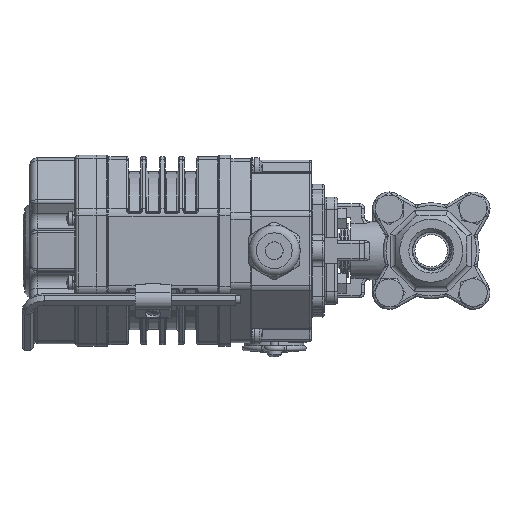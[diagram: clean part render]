
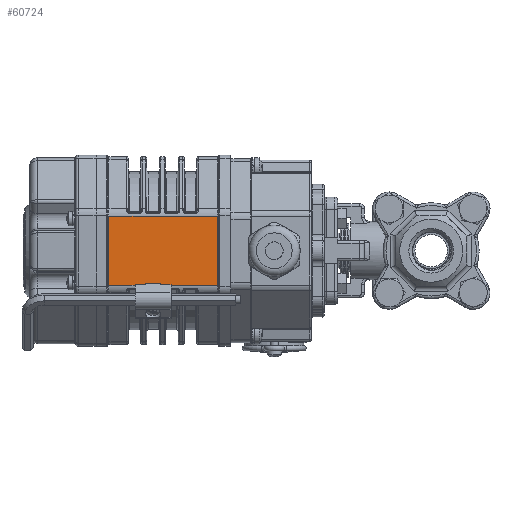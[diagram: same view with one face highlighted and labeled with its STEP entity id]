
A CAD part, left-side view. The second image highlights one B-rep face of the part: STEP entity #60724.
In plain terms, the highlighted planar face has unit normal (-1, 0, 0).
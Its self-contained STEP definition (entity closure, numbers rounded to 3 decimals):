
#15414=ORIENTED_EDGE('',*,*,#26820,.T.);
#15415=ORIENTED_EDGE('',*,*,#25841,.T.);
#15416=ORIENTED_EDGE('',*,*,#26821,.T.);
#15417=ORIENTED_EDGE('',*,*,#25809,.T.);
#25809=EDGE_CURVE('',#32348,#32347,#36359,.T.);
#25841=EDGE_CURVE('',#32364,#32363,#36367,.T.);
#26820=EDGE_CURVE('',#32347,#32364,#36791,.T.);
#26821=EDGE_CURVE('',#32363,#32348,#36792,.T.);
#32347=VERTEX_POINT('',#130867);
#32348=VERTEX_POINT('',#130871);
#32363=VERTEX_POINT('',#130931);
#32364=VERTEX_POINT('',#130935);
#36359=LINE('',#130872,#39488);
#36367=LINE('',#130936,#39496);
#36791=LINE('',#134194,#39920);
#36792=LINE('',#134195,#39921);
#39488=VECTOR('',#73552,1000.);
#39496=VECTOR('',#73640,1000.);
#39920=VECTOR('',#75788,1000.);
#39921=VECTOR('',#75789,1000.);
#43166=EDGE_LOOP('',(#15414,#15415,#15416,#15417));
#46859=FACE_BOUND('',#43166,.T.);
#49206=PLANE('',#65192);
#60724=ADVANCED_FACE('',(#46859),#49206,.F.);
#65192=AXIS2_PLACEMENT_3D('',#134193,#75786,#75787);
#73552=DIRECTION('',(0.,0.,-1.));
#73640=DIRECTION('',(0.,0.,1.));
#75786=DIRECTION('',(1.,0.,0.));
#75787=DIRECTION('',(0.,0.,-1.));
#75788=DIRECTION('',(0.,-1.,0.));
#75789=DIRECTION('',(0.,1.,0.));
#130867=CARTESIAN_POINT('',(-36.75,21.25,-13.565));
#130871=CARTESIAN_POINT('',(-36.75,21.25,13.565));
#130872=CARTESIAN_POINT('',(-36.75,21.25,-13.565));
#130931=CARTESIAN_POINT('',(-36.75,-21.25,13.565));
#130935=CARTESIAN_POINT('',(-36.75,-21.25,-13.565));
#130936=CARTESIAN_POINT('',(-36.75,-21.25,13.565));
#134193=CARTESIAN_POINT('',(-36.75,26.25,-15.222));
#134194=CARTESIAN_POINT('',(-36.75,26.25,-13.565));
#134195=CARTESIAN_POINT('',(-36.75,26.25,13.565));
